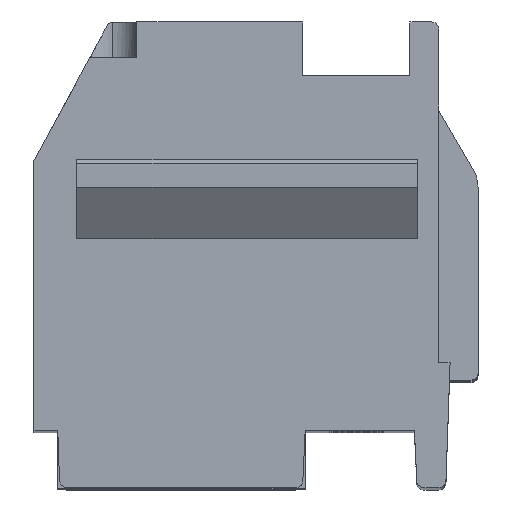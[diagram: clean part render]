
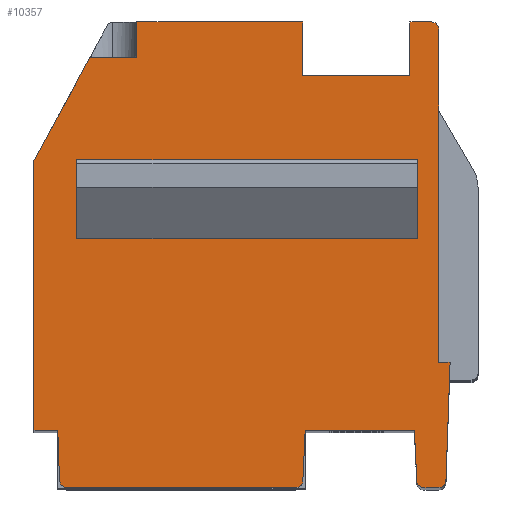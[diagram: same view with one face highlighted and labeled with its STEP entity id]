
A CAD part, top view. The second image highlights one B-rep face of the part: STEP entity #10357.
In plain terms, the highlighted planar face has unit normal (0, 0, 1).
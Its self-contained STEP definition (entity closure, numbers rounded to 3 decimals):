
#34=DIRECTION('',(0.,1.,0.));
#35=VECTOR('',#34,1.55);
#36=CARTESIAN_POINT('',(-5.188,0.15,37.5));
#37=LINE('',#36,#35);
#38=DIRECTION('',(-1.,0.,0.));
#39=VECTOR('',#38,9.5);
#40=CARTESIAN_POINT('',(4.312,0.15,37.5));
#41=LINE('',#40,#39);
#42=DIRECTION('',(0.,1.,0.));
#43=VECTOR('',#42,1.55);
#44=CARTESIAN_POINT('',(4.312,0.15,37.5));
#45=LINE('',#44,#43);
#46=DIRECTION('',(-1.,0.,0.));
#47=VECTOR('',#46,9.5);
#48=CARTESIAN_POINT('',(4.312,1.7,37.5));
#49=LINE('',#48,#47);
#50=DIRECTION('',(0.,-1.,0.));
#51=VECTOR('',#50,7.041);
#52=CARTESIAN_POINT('',(4.912,3.741,37.5));
#53=LINE('',#52,#51);
#54=DIRECTION('',(1.,0.,0.));
#55=VECTOR('',#54,0.32);
#56=CARTESIAN_POINT('',(4.912,-3.3,37.5));
#57=LINE('',#56,#55);
#58=DIRECTION('',(-0.035,-0.999,0.));
#59=VECTOR('',#58,0.502);
#60=CARTESIAN_POINT('',(5.232,-3.3,37.5));
#61=LINE('',#60,#59);
#62=DIRECTION('',(0.035,0.999,0.));
#63=VECTOR('',#62,2.807);
#64=CARTESIAN_POINT('',(5.116,-6.607,37.5));
#65=LINE('',#64,#63);
#66=CARTESIAN_POINT('',(4.916,-6.6,37.5));
#67=DIRECTION('',(0.,0.,-1.));
#68=DIRECTION('',(0.999,-0.035,0.));
#69=AXIS2_PLACEMENT_3D('',#66,#67,#68);
#71=DIRECTION('',(-1.,0.,0.));
#72=VECTOR('',#71,0.416);
#73=CARTESIAN_POINT('',(4.916,-6.8,37.5));
#74=LINE('',#73,#72);
#75=CARTESIAN_POINT('',(4.501,-6.6,37.5));
#76=DIRECTION('',(0.,0.,-1.));
#77=DIRECTION('',(0.,-1.,0.));
#78=AXIS2_PLACEMENT_3D('',#75,#76,#77);
#80=DIRECTION('',(-0.045,0.999,0.));
#81=VECTOR('',#80,1.411);
#82=CARTESIAN_POINT('',(4.301,-6.609,37.5));
#83=LINE('',#82,#81);
#84=DIRECTION('',(-1.,0.,0.));
#85=VECTOR('',#84,3.052);
#86=CARTESIAN_POINT('',(4.237,-5.2,37.5));
#87=LINE('',#86,#85);
#88=DIRECTION('',(0.045,0.999,0.));
#89=VECTOR('',#88,1.411);
#90=CARTESIAN_POINT('',(1.12,-6.609,37.5));
#91=LINE('',#90,#89);
#92=CARTESIAN_POINT('',(0.92,-6.6,37.5));
#93=DIRECTION('',(0.,0.,1.));
#94=DIRECTION('',(0.,-1.,0.));
#95=AXIS2_PLACEMENT_3D('',#92,#93,#94);
#97=DIRECTION('',(1.,0.,0.));
#98=VECTOR('',#97,6.396);
#99=CARTESIAN_POINT('',(-5.475,-6.8,37.5));
#100=LINE('',#99,#98);
#101=CARTESIAN_POINT('',(-5.475,-6.6,37.5));
#102=DIRECTION('',(0.,0.,1.));
#103=DIRECTION('',(-0.999,-0.035,0.));
#104=AXIS2_PLACEMENT_3D('',#101,#102,#103);
#106=DIRECTION('',(0.035,-0.999,0.));
#107=VECTOR('',#106,1.408);
#108=CARTESIAN_POINT('',(-5.724,-5.2,37.5));
#109=LINE('',#108,#107);
#110=DIRECTION('',(1.,0.,0.));
#111=VECTOR('',#110,0.664);
#112=CARTESIAN_POINT('',(-6.388,-5.2,37.5));
#113=LINE('',#112,#111);
#114=DIRECTION('',(0.,1.,0.));
#115=VECTOR('',#114,7.53);
#116=CARTESIAN_POINT('',(-6.388,-5.2,37.5));
#117=LINE('',#116,#115);
#118=DIRECTION('',(-0.477,-0.879,0.));
#119=VECTOR('',#118,3.266);
#120=CARTESIAN_POINT('',(-4.83,5.2,37.5));
#121=LINE('',#120,#119);
#122=DIRECTION('',(1.,0.,0.));
#123=VECTOR('',#122,1.316);
#124=CARTESIAN_POINT('',(-4.83,5.2,37.5));
#125=LINE('',#124,#123);
#126=DIRECTION('',(0.,1.,0.));
#127=VECTOR('',#126,1.);
#128=CARTESIAN_POINT('',(-3.514,5.2,37.5));
#129=LINE('',#128,#127);
#130=DIRECTION('',(-1.,0.,0.));
#131=VECTOR('',#130,4.626);
#132=CARTESIAN_POINT('',(1.112,6.2,37.5));
#133=LINE('',#132,#131);
#134=DIRECTION('',(0.,-1.,0.));
#135=VECTOR('',#134,1.5);
#136=CARTESIAN_POINT('',(1.112,6.2,37.5));
#137=LINE('',#136,#135);
#138=DIRECTION('',(1.,0.,0.));
#139=VECTOR('',#138,3.);
#140=CARTESIAN_POINT('',(1.112,4.7,37.5));
#141=LINE('',#140,#139);
#142=DIRECTION('',(0.,-1.,0.));
#143=VECTOR('',#142,1.5);
#144=CARTESIAN_POINT('',(4.112,6.2,37.5));
#145=LINE('',#144,#143);
#146=DIRECTION('',(-1.,0.,0.));
#147=VECTOR('',#146,0.6);
#148=CARTESIAN_POINT('',(4.712,6.2,37.5));
#149=LINE('',#148,#147);
#150=CARTESIAN_POINT('',(4.712,6.,37.5));
#151=DIRECTION('',(0.,0.,1.));
#152=DIRECTION('',(1.,0.,0.));
#153=AXIS2_PLACEMENT_3D('',#150,#151,#152);
#155=DIRECTION('',(0.,1.,0.));
#156=VECTOR('',#155,2.259);
#157=CARTESIAN_POINT('',(4.912,3.741,37.5));
#158=LINE('',#157,#156);
#8047=CARTESIAN_POINT('',(4.916,-6.8,37.5));
#8048=CARTESIAN_POINT('',(4.501,-6.8,37.5));
#8049=VERTEX_POINT('',#8047);
#8050=VERTEX_POINT('',#8048);
#8051=CARTESIAN_POINT('',(5.116,-6.607,37.5));
#8052=VERTEX_POINT('',#8051);
#8053=CARTESIAN_POINT('',(-6.388,-5.2,37.5));
#8054=CARTESIAN_POINT('',(-6.388,2.33,37.5));
#8055=VERTEX_POINT('',#8053);
#8056=VERTEX_POINT('',#8054);
#8057=CARTESIAN_POINT('',(4.301,-6.609,37.5));
#8058=CARTESIAN_POINT('',(4.237,-5.2,37.5));
#8059=VERTEX_POINT('',#8057);
#8060=VERTEX_POINT('',#8058);
#8094=CARTESIAN_POINT('',(-4.83,5.2,37.5));
#8095=CARTESIAN_POINT('',(-3.514,5.2,37.5));
#8096=VERTEX_POINT('',#8094);
#8097=VERTEX_POINT('',#8095);
#8098=CARTESIAN_POINT('',(-3.514,6.2,37.5));
#8099=VERTEX_POINT('',#8098);
#8145=CARTESIAN_POINT('',(-5.188,0.15,37.5));
#8146=CARTESIAN_POINT('',(-5.188,1.7,37.5));
#8147=VERTEX_POINT('',#8145);
#8148=VERTEX_POINT('',#8146);
#8149=CARTESIAN_POINT('',(4.312,0.15,37.5));
#8150=CARTESIAN_POINT('',(4.312,1.7,37.5));
#8151=VERTEX_POINT('',#8149);
#8152=VERTEX_POINT('',#8150);
#8205=CARTESIAN_POINT('',(4.912,6.,37.5));
#8206=CARTESIAN_POINT('',(4.712,6.2,37.5));
#8207=VERTEX_POINT('',#8205);
#8208=VERTEX_POINT('',#8206);
#8356=CARTESIAN_POINT('',(4.112,6.2,37.5));
#8357=CARTESIAN_POINT('',(4.112,4.7,37.5));
#8358=VERTEX_POINT('',#8356);
#8359=VERTEX_POINT('',#8357);
#8360=CARTESIAN_POINT('',(1.112,6.2,37.5));
#8361=CARTESIAN_POINT('',(1.112,4.7,37.5));
#8362=VERTEX_POINT('',#8360);
#8363=VERTEX_POINT('',#8361);
#8434=CARTESIAN_POINT('',(-5.675,-6.607,37.5));
#8435=CARTESIAN_POINT('',(-5.475,-6.8,37.5));
#8436=VERTEX_POINT('',#8434);
#8437=VERTEX_POINT('',#8435);
#8438=CARTESIAN_POINT('',(0.92,-6.8,37.5));
#8439=VERTEX_POINT('',#8438);
#8440=CARTESIAN_POINT('',(1.12,-6.609,37.5));
#8441=VERTEX_POINT('',#8440);
#8450=CARTESIAN_POINT('',(1.184,-5.2,37.5));
#8452=VERTEX_POINT('',#8450);
#8456=CARTESIAN_POINT('',(-5.724,-5.2,37.5));
#8457=VERTEX_POINT('',#8456);
#10280=CARTESIAN_POINT('',(4.912,3.741,37.5));
#10281=CARTESIAN_POINT('',(4.912,-3.3,37.5));
#10282=VERTEX_POINT('',#10280);
#10283=VERTEX_POINT('',#10281);
#10284=CARTESIAN_POINT('',(5.232,-3.3,37.5));
#10285=VERTEX_POINT('',#10284);
#10286=CARTESIAN_POINT('',(5.214,-3.802,37.5));
#10287=VERTEX_POINT('',#10286);
#10288=CARTESIAN_POINT('',(0.,0.,37.5));
#10289=DIRECTION('',(0.,0.,1.));
#10290=DIRECTION('',(1.,0.,0.));
#10291=AXIS2_PLACEMENT_3D('',#10288,#10289,#10290);
#10292=PLANE('',#10291);
#10294=ORIENTED_EDGE('',*,*,#10293,.T.);
#10296=ORIENTED_EDGE('',*,*,#10295,.T.);
#10298=ORIENTED_EDGE('',*,*,#10297,.T.);
#10300=ORIENTED_EDGE('',*,*,#10299,.F.);
#10302=ORIENTED_EDGE('',*,*,#10301,.T.);
#10304=ORIENTED_EDGE('',*,*,#10303,.T.);
#10306=ORIENTED_EDGE('',*,*,#10305,.T.);
#10308=ORIENTED_EDGE('',*,*,#10307,.T.);
#10310=ORIENTED_EDGE('',*,*,#10309,.T.);
#10312=ORIENTED_EDGE('',*,*,#10311,.F.);
#10314=ORIENTED_EDGE('',*,*,#10313,.F.);
#10316=ORIENTED_EDGE('',*,*,#10315,.F.);
#10318=ORIENTED_EDGE('',*,*,#10317,.F.);
#10320=ORIENTED_EDGE('',*,*,#10319,.F.);
#10322=ORIENTED_EDGE('',*,*,#10321,.F.);
#10324=ORIENTED_EDGE('',*,*,#10323,.T.);
#10326=ORIENTED_EDGE('',*,*,#10325,.F.);
#10328=ORIENTED_EDGE('',*,*,#10327,.T.);
#10330=ORIENTED_EDGE('',*,*,#10329,.T.);
#10332=ORIENTED_EDGE('',*,*,#10331,.F.);
#10334=ORIENTED_EDGE('',*,*,#10333,.T.);
#10336=ORIENTED_EDGE('',*,*,#10335,.T.);
#10338=ORIENTED_EDGE('',*,*,#10337,.F.);
#10340=ORIENTED_EDGE('',*,*,#10339,.F.);
#10342=ORIENTED_EDGE('',*,*,#10341,.F.);
#10344=ORIENTED_EDGE('',*,*,#10343,.F.);
#10345=EDGE_LOOP('',(#10294,#10296,#10298,#10300,#10302,#10304,#10306,#10308,
#10310,#10312,#10314,#10316,#10318,#10320,#10322,#10324,#10326,#10328,#10330,
#10332,#10334,#10336,#10338,#10340,#10342,#10344));
#10346=FACE_OUTER_BOUND('',#10345,.F.);
#10348=ORIENTED_EDGE('',*,*,#10347,.F.);
#10350=ORIENTED_EDGE('',*,*,#10349,.F.);
#10352=ORIENTED_EDGE('',*,*,#10351,.T.);
#10354=ORIENTED_EDGE('',*,*,#10353,.T.);
#10355=EDGE_LOOP('',(#10348,#10350,#10352,#10354));
#10356=FACE_BOUND('',#10355,.F.);
#70=CIRCLE('',#69,0.2);
#79=CIRCLE('',#78,0.2);
#96=CIRCLE('',#95,0.2);
#105=CIRCLE('',#104,0.2);
#154=CIRCLE('',#153,0.2);
#10293=EDGE_CURVE('',#10282,#10283,#53,.T.);
#10295=EDGE_CURVE('',#10283,#10285,#57,.T.);
#10297=EDGE_CURVE('',#10285,#10287,#61,.T.);
#10299=EDGE_CURVE('',#8052,#10287,#65,.T.);
#10301=EDGE_CURVE('',#8052,#8049,#70,.T.);
#10303=EDGE_CURVE('',#8049,#8050,#74,.T.);
#10305=EDGE_CURVE('',#8050,#8059,#79,.T.);
#10307=EDGE_CURVE('',#8059,#8060,#83,.T.);
#10309=EDGE_CURVE('',#8060,#8452,#87,.T.);
#10311=EDGE_CURVE('',#8441,#8452,#91,.T.);
#10313=EDGE_CURVE('',#8439,#8441,#96,.T.);
#10315=EDGE_CURVE('',#8437,#8439,#100,.T.);
#10317=EDGE_CURVE('',#8436,#8437,#105,.T.);
#10319=EDGE_CURVE('',#8457,#8436,#109,.T.);
#10321=EDGE_CURVE('',#8055,#8457,#113,.T.);
#10323=EDGE_CURVE('',#8055,#8056,#117,.T.);
#10325=EDGE_CURVE('',#8096,#8056,#121,.T.);
#10327=EDGE_CURVE('',#8096,#8097,#125,.T.);
#10329=EDGE_CURVE('',#8097,#8099,#129,.T.);
#10331=EDGE_CURVE('',#8362,#8099,#133,.T.);
#10333=EDGE_CURVE('',#8362,#8363,#137,.T.);
#10335=EDGE_CURVE('',#8363,#8359,#141,.T.);
#10337=EDGE_CURVE('',#8358,#8359,#145,.T.);
#10339=EDGE_CURVE('',#8208,#8358,#149,.T.);
#10341=EDGE_CURVE('',#8207,#8208,#154,.T.);
#10343=EDGE_CURVE('',#10282,#8207,#158,.T.);
#10347=EDGE_CURVE('',#8147,#8148,#37,.T.);
#10349=EDGE_CURVE('',#8151,#8147,#41,.T.);
#10351=EDGE_CURVE('',#8151,#8152,#45,.T.);
#10353=EDGE_CURVE('',#8152,#8148,#49,.T.);
#10357=ADVANCED_FACE('',(#10346,#10356),#10292,.T.);
